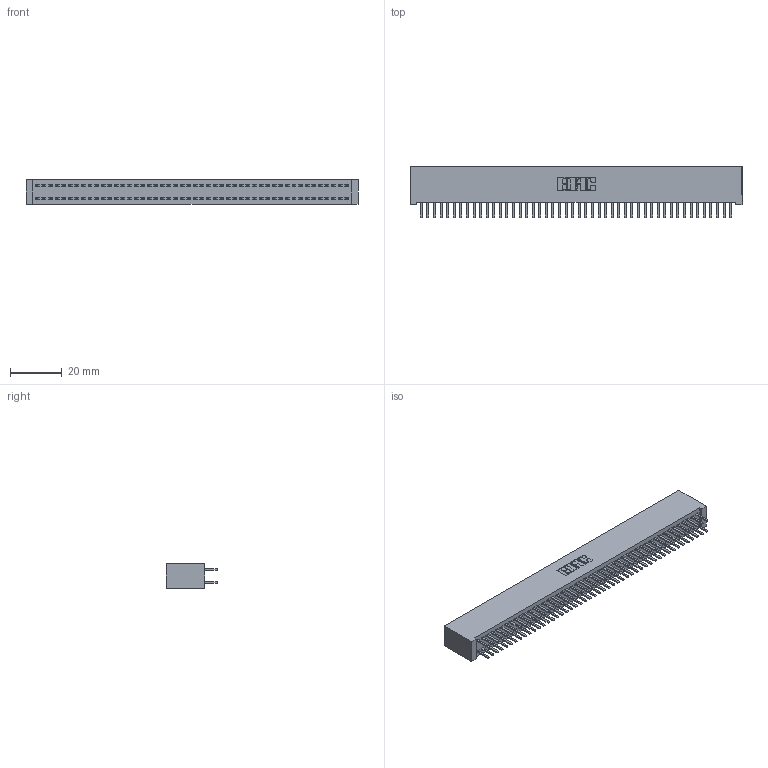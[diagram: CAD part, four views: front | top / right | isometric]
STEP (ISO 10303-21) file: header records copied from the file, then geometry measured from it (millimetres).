
FILE_DESCRIPTION (( 'STEP AP203' ), '1' );
FILE_NAME ('342-096-520-201.STEP', '2019-10-04T15:51:27', ( '' ), ( '' ), 'SwSTEP 2.0', 'SolidWorks 2016', '' );
FILE_SCHEMA (( 'CONFIG_CONTROL_DESIGN' ));
Length unit declared in the file: inch
Products named in the file (3): 342 Part_Lugless; 345-292-001_345-293-120; 342-096-520-201
Assembly tree (97 placements, depth 2):
  342-096-520-201
    342 Part_Lugless
    345-292-001_345-293-120  x96
Bounding box: 128.17 x 20.02 x 9.4 mm (x, y, z)
Volume: 11941.6 mm3; surface area: 19932.5 mm2
Topology: 97 solids, 97 shells, 5478 faces, 15923 edges, 10358 vertices
Faces by surface type: plane 3710, cylinder 1768
Entity records: 29809 total; most frequent: CARTESIAN_POINT 4942, ORIENTED_EDGE 4866, DIRECTION 4193, EDGE_CURVE 2433, VECTOR 2309, LINE 2309, VERTEX_POINT 1618, AXIS2_PLACEMENT_3D 942
